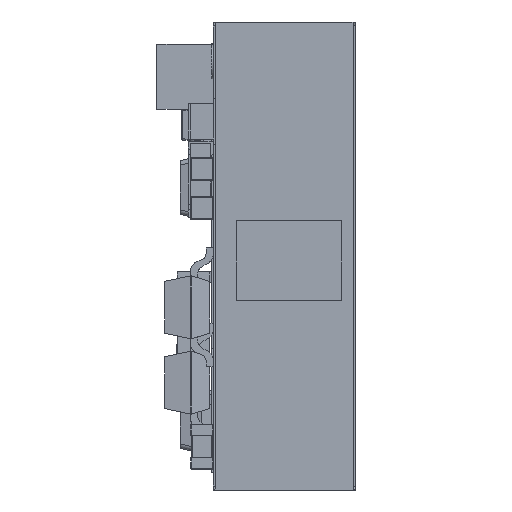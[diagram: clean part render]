
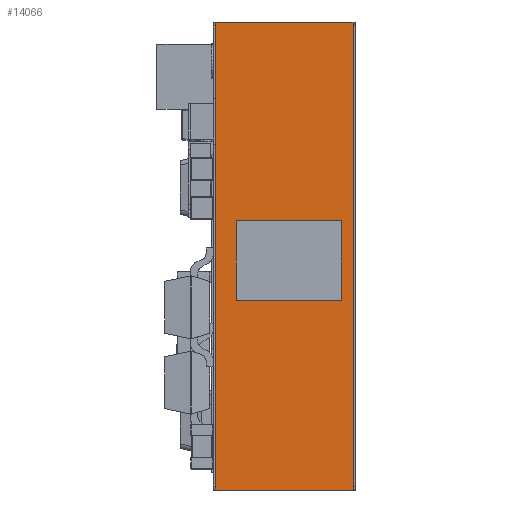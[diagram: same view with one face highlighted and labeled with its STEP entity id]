
A CAD part, left-side view. The second image highlights one B-rep face of the part: STEP entity #14066.
In plain terms, the highlighted planar face has unit normal (-1, 0, 0).
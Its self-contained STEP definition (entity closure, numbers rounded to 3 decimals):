
#393 = EDGE_CURVE ( 'NONE', #28806, #12085, #34048, .T. ) ;
#1516 = VECTOR ( 'NONE', #30679, 1000. ) ;
#2015 = CARTESIAN_POINT ( 'NONE',  ( -6.35, 0.309, -0.989 ) ) ;
#2346 = CARTESIAN_POINT ( 'NONE',  ( -6.35, 0.309, 0.789 ) ) ;
#3240 = LINE ( 'NONE', #20640, #16857 ) ;
#3692 = FACE_OUTER_BOUND ( 'NONE', #25689, .T. ) ;
#4301 = CARTESIAN_POINT ( 'NONE',  ( -6.35, 2.645, 0.789 ) ) ;
#6174 = PLANE ( 'NONE',  #18235 ) ;
#6356 = CARTESIAN_POINT ( 'NONE',  ( -6.35, 2.95, 5.207 ) ) ;
#8177 = CARTESIAN_POINT ( 'NONE',  ( -6.35, 18.325, 0.789 ) ) ;
#8393 = EDGE_CURVE ( 'NONE', #26889, #10480, #10633, .T. ) ;
#10176 = DIRECTION ( 'NONE',  ( 0., -1., 0. ) ) ;
#10386 = CARTESIAN_POINT ( 'NONE',  ( -6.35, 0.045, -5.207 ) ) ;
#10480 = VERTEX_POINT ( 'NONE', #2346 ) ;
#10633 = LINE ( 'NONE', #16437, #30706 ) ;
#12085 = VERTEX_POINT ( 'NONE', #32950 ) ;
#12229 = EDGE_CURVE ( 'NONE', #17576, #15274, #21577, .T. ) ;
#13489 = VERTEX_POINT ( 'NONE', #28351 ) ;
#13588 = VECTOR ( 'NONE', #42058, 1000. ) ;
#13650 = EDGE_CURVE ( 'NONE', #17576, #26889, #33807, .T. ) ;
#13713 = FACE_BOUND ( 'NONE', #36822, .T. ) ;
#14066 = ADVANCED_FACE ( 'NONE', ( #3692, #13713 ), #6174, .F. ) ;
#14957 = EDGE_CURVE ( 'NONE', #13489, #28806, #45890, .T. ) ;
#15274 = VERTEX_POINT ( 'NONE', #36347 ) ;
#16231 = DIRECTION ( 'NONE',  ( 0., 0., 1. ) ) ;
#16437 = CARTESIAN_POINT ( 'NONE',  ( -6.35, 0.309, 0.789 ) ) ;
#16857 = VECTOR ( 'NONE', #20008, 1000. ) ;
#17114 = VECTOR ( 'NONE', #38692, 1000. ) ;
#17576 = VERTEX_POINT ( 'NONE', #35382 ) ;
#18235 = AXIS2_PLACEMENT_3D ( 'NONE', #6356, #32715, #10176 ) ;
#18446 = ORIENTED_EDGE ( 'NONE', *, *, #14957, .T. ) ;
#18643 = DIRECTION ( 'NONE',  ( 0., -1., 0. ) ) ;
#20008 = DIRECTION ( 'NONE',  ( 0., -1., 0. ) ) ;
#20640 = CARTESIAN_POINT ( 'NONE',  ( -6.35, 2.95, 5.207 ) ) ;
#20922 = VECTOR ( 'NONE', #16231, 1000. ) ;
#21577 = LINE ( 'NONE', #4301, #1516 ) ;
#21828 = EDGE_CURVE ( 'NONE', #13489, #36031, #30984, .T. ) ;
#23300 = ORIENTED_EDGE ( 'NONE', *, *, #21828, .F. ) ;
#23619 = ORIENTED_EDGE ( 'NONE', *, *, #393, .T. ) ;
#23813 = VECTOR ( 'NONE', #18643, 1000. ) ;
#25689 = EDGE_LOOP ( 'NONE', ( #18446, #23619, #39821, #23300 ) ) ;
#25738 = DIRECTION ( 'NONE',  ( 0., 0., 1. ) ) ;
#26309 = ORIENTED_EDGE ( 'NONE', *, *, #8393, .F. ) ;
#26808 = EDGE_CURVE ( 'NONE', #36031, #12085, #3240, .T. ) ;
#26889 = VERTEX_POINT ( 'NONE', #2015 ) ;
#27607 = ORIENTED_EDGE ( 'NONE', *, *, #13650, .F. ) ;
#28351 = CARTESIAN_POINT ( 'NONE',  ( -6.35, 3.112, -5.207 ) ) ;
#28806 = VERTEX_POINT ( 'NONE', #10386 ) ;
#30679 = DIRECTION ( 'NONE',  ( 0., 0., 1. ) ) ;
#30706 = VECTOR ( 'NONE', #42722, 1000. ) ;
#30984 = LINE ( 'NONE', #34944, #20922 ) ;
#32414 = ORIENTED_EDGE ( 'NONE', *, *, #48211, .T. ) ;
#32715 = DIRECTION ( 'NONE',  ( 1., 0., 0. ) ) ;
#32950 = CARTESIAN_POINT ( 'NONE',  ( -6.35, 0.045, 5.207 ) ) ;
#32964 = CARTESIAN_POINT ( 'NONE',  ( -6.35, 0.045, 5.207 ) ) ;
#33594 = CARTESIAN_POINT ( 'NONE',  ( -6.35, 18.325, -0.989 ) ) ;
#33807 = LINE ( 'NONE', #33594, #23813 ) ;
#34048 = LINE ( 'NONE', #32964, #44010 ) ;
#34909 = CARTESIAN_POINT ( 'NONE',  ( -6.35, 2.95, -5.207 ) ) ;
#34944 = CARTESIAN_POINT ( 'NONE',  ( -6.35, 3.112, 5.207 ) ) ;
#35130 = CARTESIAN_POINT ( 'NONE',  ( -6.35, 3.112, 5.207 ) ) ;
#35382 = CARTESIAN_POINT ( 'NONE',  ( -6.35, 2.645, -0.989 ) ) ;
#36031 = VERTEX_POINT ( 'NONE', #35130 ) ;
#36347 = CARTESIAN_POINT ( 'NONE',  ( -6.35, 2.645, 0.789 ) ) ;
#36822 = EDGE_LOOP ( 'NONE', ( #26309, #27607, #41892, #32414 ) ) ;
#38692 = DIRECTION ( 'NONE',  ( 0., -1., 0. ) ) ;
#39821 = ORIENTED_EDGE ( 'NONE', *, *, #26808, .F. ) ;
#41892 = ORIENTED_EDGE ( 'NONE', *, *, #12229, .T. ) ;
#42058 = DIRECTION ( 'NONE',  ( 0., -1., 0. ) ) ;
#42722 = DIRECTION ( 'NONE',  ( 0., 0., 1. ) ) ;
#43545 = LINE ( 'NONE', #8177, #13588 ) ;
#44010 = VECTOR ( 'NONE', #25738, 1000. ) ;
#45890 = LINE ( 'NONE', #34909, #17114 ) ;
#48211 = EDGE_CURVE ( 'NONE', #15274, #10480, #43545, .T. ) ;
